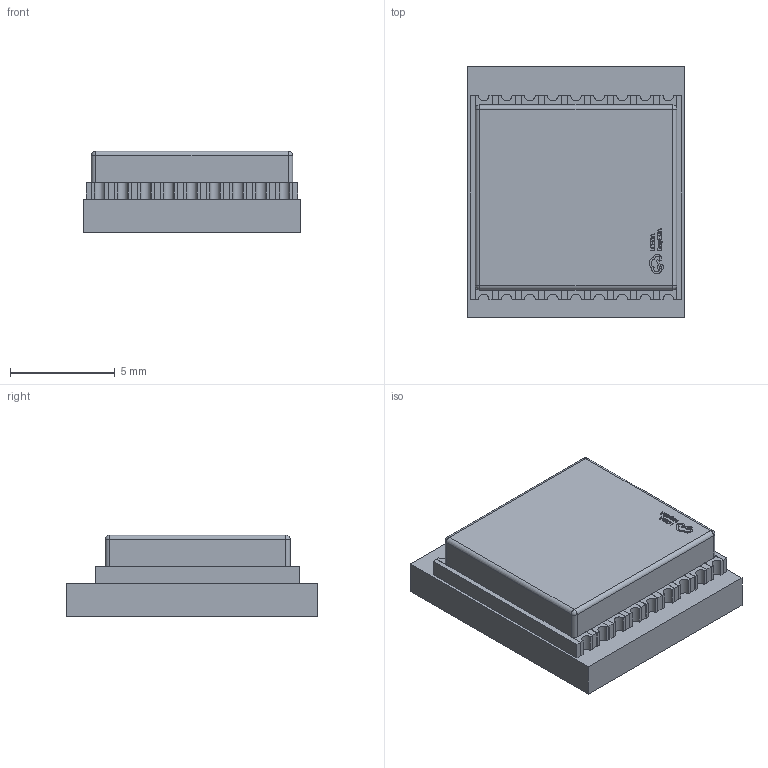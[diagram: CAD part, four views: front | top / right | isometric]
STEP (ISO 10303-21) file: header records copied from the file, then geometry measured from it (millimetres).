
FILE_DESCRIPTION(('Designed by EasyEDA Pro'),'2;1');
FILE_NAME('Open CASCADE Shape Model','2023-06-27T22:05:38',('Author'),( 'Open CASCADE'),'Open CASCADE STEP processor 7.6','Open CASCADE 7.6' ,'Unknown');
FILE_SCHEMA(('AUTOMOTIVE_DESIGN { 1 0 10303 214 1 1 1 1 }'));
Length unit declared in the file: millimetre
Products named in the file (5): PCBModel; COMPOUND; U1; GPSM-SMD_ATGM336H-TR
Assembly tree (4 placements, depth 4):
  PCBModel
    COMPOUND
    U1
      GPSM-SMD_ATGM336H-TR
        COMPOUND
Bounding box: 10.38 x 12 x 3.9 mm (x, y, z)
Volume: 401.3 mm3; surface area: 771.4 mm2
Topology: 3 solids, 3 shells, 502 faces, 1402 edges, 928 vertices
Faces by surface type: plane 351, bspline 112, cylinder 35, sphere 4
Entity records: 21736 total; most frequent: CARTESIAN_POINT 4937, ORIENTED_EDGE 2796, DIRECTION 2030, EDGE_CURVE 1398, LINE 1100, VECTOR 1100, VERTEX_POINT 928, FACE_BOUND 528
